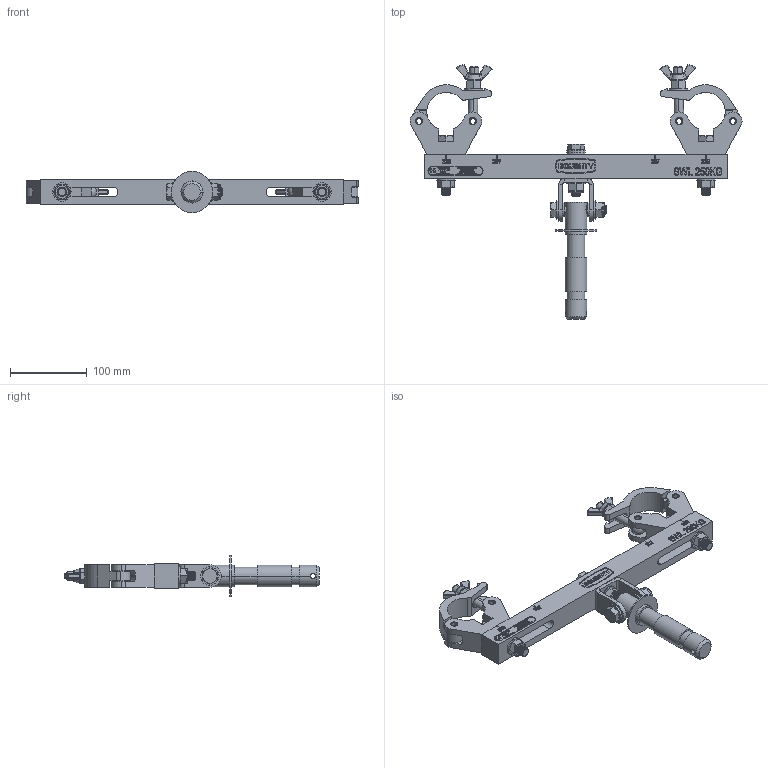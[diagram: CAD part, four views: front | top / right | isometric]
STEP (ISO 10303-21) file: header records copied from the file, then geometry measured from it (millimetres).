
FILE_DESCRIPTION (( 'STEP AP203' ), '1' );
FILE_NAME ('T55810.STEP', '2019-03-11T10:50:05', ( '' ), ( '' ), 'SwSTEP 2.0', 'SolidWorks 2016', '' );
FILE_SCHEMA (( 'CONFIG_CONTROL_DESIGN' ));
Length unit declared in the file: millimetre
Products named in the file (25): TH157_NO ENGRAVING; TH566; TH2001_TH2001 - 30MM WIDE; F963; T57001_T57001 T PLATE; F791; SW3dPS-nyloc nut, st stl a2 iso_M12 NYLOC; T78000; A Washer_Bright washer BS 4320 - M12 (Form A); Hex Bolt_ISO 4016 - M12 x 65 x 30-WS; T55810_Label; TH156_TH650; TH1804; S1930; TH2664_TH2664; F883_DIN 315-M12-GT-C-N; Binx Nut_M12 BZP; T55810; TH2000_TH2000 - 30MM WIDE; TH2359_TH2359; Hex Bolt_ISO 4016 - M12 x 60 x 30-WS; B Washer_Bright washer BS 4320 - M12 (Form B); Hex Nut Style 1 GradeAB_Doughty Fastners_Hexagon Nut ISO - 4032 - M12 - D - S; Hex Bolt_ISO 4016 - M12 x 70 x 30-WS; TH1802
Assembly tree (36 placements, depth 4):
  T55810
    TH2359_TH2359
    T57001_T57001 T PLATE  x2
      TH156_TH650
        TH2000_TH2000 - 30MM WIDE
      TH157_NO ENGRAVING
        TH2001_TH2001 - 30MM WIDE
      T78000
        TH566
        A Washer_Bright washer BS 4320 - M12 (Form A)
        Hex Nut Style 1 GradeAB_Doughty Fastners_Hexagon Nut ISO - 4032 - M12 - D - S
        F883_DIN 315-M12-GT-C-N
      F791
    Hex Bolt_ISO 4016 - M12 x 70 x 30-WS  x2
    A Washer_Bright washer BS 4320 - M12 (Form A)  x6
    Binx Nut_M12 BZP  x2
    Hex Bolt_ISO 4016 - M12 x 60 x 30-WS
    T55810_Label
    TH2664_TH2664
    B Washer_Bright washer BS 4320 - M12 (Form B)
    SW3dPS-nyloc nut, st stl a2 iso_M12 NYLOC  x2
    TH1804
      TH1802
      F963
    S1930  x2
    Hex Bolt_ISO 4016 - M12 x 65 x 30-WS
Bounding box: 434 x 332.62 x 54 mm (x, y, z)
Volume: 727392.8 mm3; surface area: 200312.5 mm2
Topology: 38 solids, 38 shells, 3192 faces, 8309 edges, 5352 vertices
Faces by surface type: plane 1609, bspline 580, cone 478, cylinder 457, torus 46, sphere 22
Entity records: 127728 total; most frequent: CARTESIAN_POINT 62011, ORIENTED_EDGE 14120, DIRECTION 10990, EDGE_CURVE 7060, VERTEX_POINT 4598, VECTOR 4554, LINE 4554, AXIS2_PLACEMENT_3D 3218
